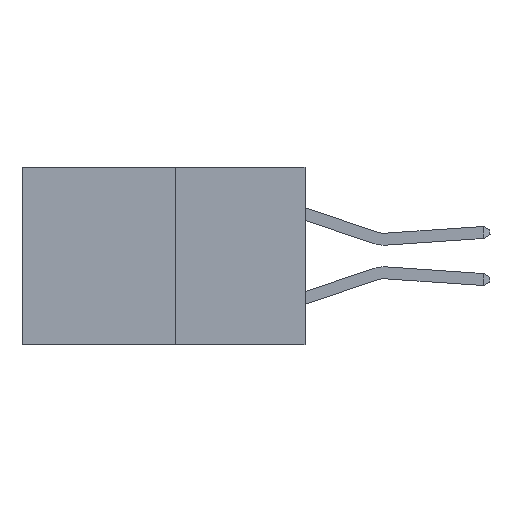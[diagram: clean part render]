
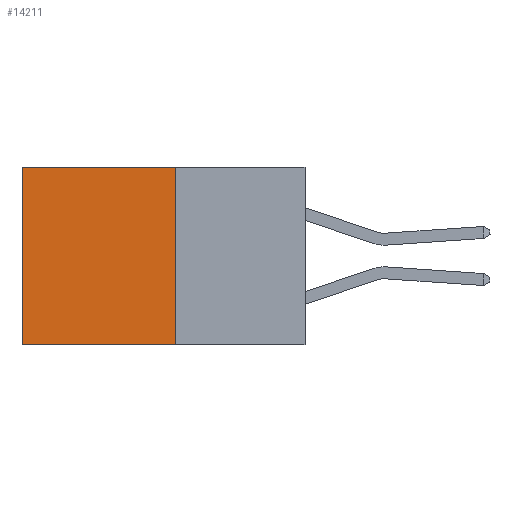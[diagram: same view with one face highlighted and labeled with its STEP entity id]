
A CAD part, left-side view. The second image highlights one B-rep face of the part: STEP entity #14211.
In plain terms, the highlighted planar face has unit normal (-1, 0, 0).
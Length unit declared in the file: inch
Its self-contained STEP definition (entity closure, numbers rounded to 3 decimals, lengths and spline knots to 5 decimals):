
#2376 = FACE_OUTER_BOUND ( 'NONE', #10487, .T. ) ;
#4407 = CARTESIAN_POINT ( 'NONE',  ( 0.277, 0.27, -0.37 ) ) ;
#4456 = LINE ( 'NONE', #10063, #16129 ) ;
#4726 = CARTESIAN_POINT ( 'NONE',  ( 0.277, 0.59, -0.37 ) ) ;
#4980 = VECTOR ( 'NONE', #18781, 39.37008 ) ;
#6485 = DIRECTION ( 'NONE',  ( 0., 0., -1. ) ) ;
#6988 = VERTEX_POINT ( 'NONE', #23736 ) ;
#7370 = EDGE_CURVE ( 'NONE', #6988, #26269, #21413, .T. ) ;
#10063 = CARTESIAN_POINT ( 'NONE',  ( 0.277, 0.59, -0.37 ) ) ;
#10409 = EDGE_CURVE ( 'NONE', #6988, #10450, #24782, .T. ) ;
#10450 = VERTEX_POINT ( 'NONE', #10519 ) ;
#10487 = EDGE_LOOP ( 'NONE', ( #19966, #23536, #15167, #17869 ) ) ;
#10519 = CARTESIAN_POINT ( 'NONE',  ( 0.277, 0.59, 0. ) ) ;
#10812 = CARTESIAN_POINT ( 'NONE',  ( 0.277, 0.27, -0.37 ) ) ;
#11247 = AXIS2_PLACEMENT_3D ( 'NONE', #4407, #18847, #6485 ) ;
#12484 = CARTESIAN_POINT ( 'NONE',  ( 0.277, 0.27, 0. ) ) ;
#12598 = CARTESIAN_POINT ( 'NONE',  ( 0.277, 0.27, -0.37 ) ) ;
#14211 = ADVANCED_FACE ( 'NONE', ( #2376 ), #16800, .F. ) ;
#15167 = ORIENTED_EDGE ( 'NONE', *, *, #7370, .F. ) ;
#16129 = VECTOR ( 'NONE', #22311, 39.37008 ) ;
#16355 = VERTEX_POINT ( 'NONE', #4726 ) ;
#16800 = PLANE ( 'NONE',  #11247 ) ;
#17869 = ORIENTED_EDGE ( 'NONE', *, *, #10409, .T. ) ;
#18583 = DIRECTION ( 'NONE',  ( 0., 1., 0. ) ) ;
#18781 = DIRECTION ( 'NONE',  ( 0., 0., -1. ) ) ;
#18847 = DIRECTION ( 'NONE',  ( 1., 0., 0. ) ) ;
#19966 = ORIENTED_EDGE ( 'NONE', *, *, #20861, .T. ) ;
#20393 = EDGE_CURVE ( 'NONE', #26269, #16355, #20942, .T. ) ;
#20861 = EDGE_CURVE ( 'NONE', #10450, #16355, #4456, .T. ) ;
#20942 = LINE ( 'NONE', #10812, #25653 ) ;
#21413 = LINE ( 'NONE', #12598, #4980 ) ;
#22311 = DIRECTION ( 'NONE',  ( 0., 0., -1. ) ) ;
#23113 = DIRECTION ( 'NONE',  ( 0., 1., 0. ) ) ;
#23536 = ORIENTED_EDGE ( 'NONE', *, *, #20393, .F. ) ;
#23736 = CARTESIAN_POINT ( 'NONE',  ( 0.277, 0.27, 0. ) ) ;
#24143 = VECTOR ( 'NONE', #18583, 39.37008 ) ;
#24355 = CARTESIAN_POINT ( 'NONE',  ( 0.277, 0.27, -0.37 ) ) ;
#24782 = LINE ( 'NONE', #12484, #24143 ) ;
#25653 = VECTOR ( 'NONE', #23113, 39.37008 ) ;
#26269 = VERTEX_POINT ( 'NONE', #24355 ) ;
